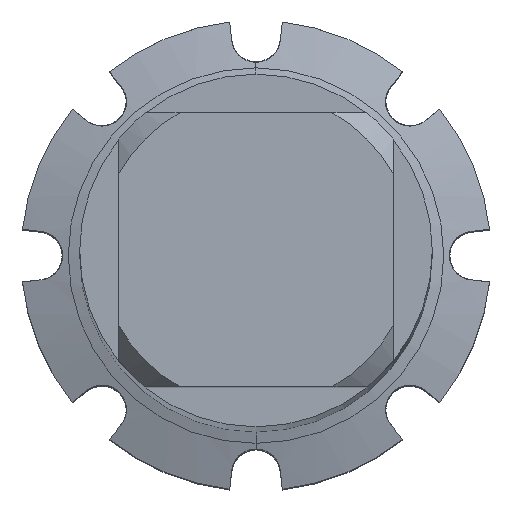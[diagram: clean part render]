
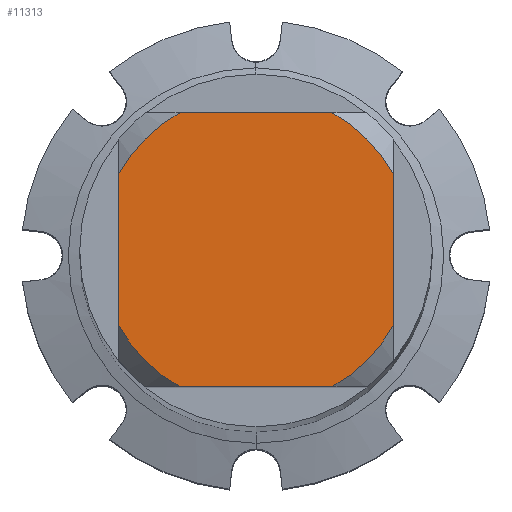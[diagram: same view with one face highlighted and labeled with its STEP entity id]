
A CAD part, top view. The second image highlights one B-rep face of the part: STEP entity #11313.
In plain terms, the highlighted planar face has unit normal (0, 0, 1).
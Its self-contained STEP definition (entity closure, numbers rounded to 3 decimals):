
#4263=EDGE_CURVE('',#9629,#8481,#12313,.T.);
#4713=VERTEX_POINT('',#12796);
#5277=VERTEX_POINT('',#13410);
#6113=EDGE_CURVE('',#9397,#7609,#14330,.T.);
#7201=EDGE_CURVE('',#9629,#7249,#15494,.T.);
#7249=VERTEX_POINT('',#15546);
#7327=EDGE_CURVE('',#4713,#10875,#15631,.T.);
#7609=VERTEX_POINT('',#15930);
#8481=VERTEX_POINT('',#16876);
#9397=VERTEX_POINT('',#17874);
#9549=EDGE_CURVE('',#5277,#10875,#18039,.T.);
#9629=VERTEX_POINT('',#18128);
#10875=VERTEX_POINT('',#19476);
#10973=EDGE_CURVE('',#5277,#7249,#19586,.T.);
#11087=EDGE_CURVE('',#4713,#7609,#19705,.T.);
#11313=ADVANCED_FACE('',(#19956),#19957,.T.);
#11681=EDGE_CURVE('',#9397,#8481,#20353,.T.);
#12313=CIRCLE('',#21212,4.0);
#12796=CARTESIAN_POINT('',(3.5,-1.936,0.0));
#13410=CARTESIAN_POINT('',(-1.936,-3.5,0.0));
#14330=CIRCLE('',#24790,4.0);
#15494=LINE('',#26909,#26910);
#15546=CARTESIAN_POINT('',(-3.5,-1.936,0.0));
#15631=CIRCLE('',#27132,4.0);
#15930=CARTESIAN_POINT('',(3.5,1.936,0.0));
#16876=CARTESIAN_POINT('',(-1.936,3.5,0.0));
#17874=CARTESIAN_POINT('',(1.936,3.5,0.0));
#18039=LINE('',#31589,#31590);
#18128=CARTESIAN_POINT('',(-3.5,1.936,0.0));
#19476=CARTESIAN_POINT('',(1.936,-3.5,0.0));
#19586=CIRCLE('',#34364,4.0);
#19705=LINE('',#34545,#34546);
#19956=FACE_OUTER_BOUND('',#34994,.T.);
#19957=PLANE('',#34995);
#20353=LINE('',#35703,#35704);
#21212=AXIS2_PLACEMENT_3D('',#36676,#36677,#36678);
#24790=AXIS2_PLACEMENT_3D('',#39024,#39025,#39026);
#26909=CARTESIAN_POINT('',(-3.5,1.0,0.0));
#26910=VECTOR('',#40103,1.0);
#27132=AXIS2_PLACEMENT_3D('',#40228,#40229,#40230);
#31589=CARTESIAN_POINT('',(0.0,-3.5,0.0));
#31590=VECTOR('',#42688,1.0);
#34364=AXIS2_PLACEMENT_3D('',#44302,#44303,#44304);
#34545=CARTESIAN_POINT('',(3.5,1.0,0.0));
#34546=VECTOR('',#44401,1.0);
#34994=EDGE_LOOP('',(#44668,#44669,#44670,#44671,#44672,#44673,#44674,#44675));
#34995=AXIS2_PLACEMENT_3D('',#44676,#44677,#44678);
#35703=CARTESIAN_POINT('',(0.0,3.5,0.0));
#35704=VECTOR('',#45054,1.0);
#36676=CARTESIAN_POINT('',(0.0,0.0,0.0));
#36677=DIRECTION('',(0.0,0.0,-1.0));
#36678=DIRECTION('',(0.0,1.0,0.0));
#39024=CARTESIAN_POINT('',(0.0,0.0,0.0));
#39025=DIRECTION('',(0.0,0.0,-1.0));
#39026=DIRECTION('',(0.0,1.0,0.0));
#40103=DIRECTION('',(-0.0,-1.0,0.0));
#40228=CARTESIAN_POINT('',(0.0,0.0,0.0));
#40229=DIRECTION('',(0.0,0.0,-1.0));
#40230=DIRECTION('',(0.0,1.0,0.0));
#42688=DIRECTION('',(1.0,0.0,0.0));
#44302=CARTESIAN_POINT('',(0.0,0.0,0.0));
#44303=DIRECTION('',(0.0,0.0,-1.0));
#44304=DIRECTION('',(0.0,1.0,0.0));
#44401=DIRECTION('',(-0.0,1.0,0.0));
#44668=ORIENTED_EDGE('',*,*,#7201,.T.);
#44669=ORIENTED_EDGE('',*,*,#10973,.F.);
#44670=ORIENTED_EDGE('',*,*,#9549,.T.);
#44671=ORIENTED_EDGE('',*,*,#7327,.F.);
#44672=ORIENTED_EDGE('',*,*,#11087,.T.);
#44673=ORIENTED_EDGE('',*,*,#6113,.F.);
#44674=ORIENTED_EDGE('',*,*,#11681,.T.);
#44675=ORIENTED_EDGE('',*,*,#4263,.F.);
#44676=CARTESIAN_POINT('',(0.0,2.0,0.0));
#44677=DIRECTION('',(-0.0,0.0,1.0));
#44678=DIRECTION('',(0.0,-1.0,0.0));
#45054=DIRECTION('',(-1.0,0.0,0.0));
